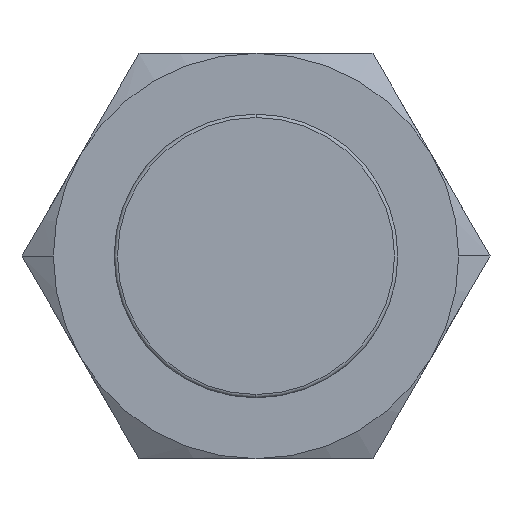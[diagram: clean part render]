
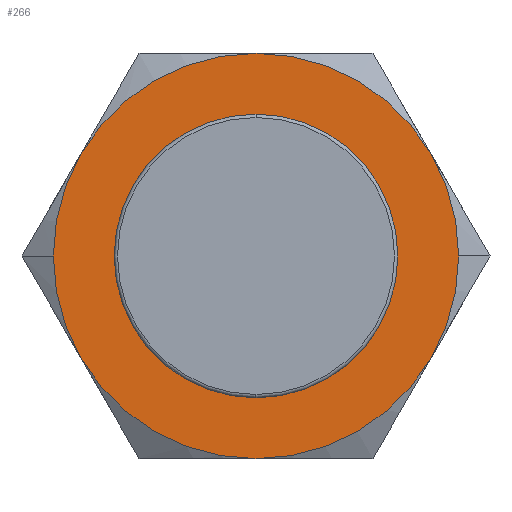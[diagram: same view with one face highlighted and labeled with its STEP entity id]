
A CAD part, front view. The second image highlights one B-rep face of the part: STEP entity #266.
In plain terms, the highlighted planar face has unit normal (0, -1, 0).
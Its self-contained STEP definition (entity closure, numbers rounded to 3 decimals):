
#266=ADVANCED_FACE('',(#540,#541),#542,.T.);
#540=FACE_OUTER_BOUND('',#816,.T.);
#541=FACE_BOUND('',#817,.T.);
#542=PLANE('',#818);
#816=EDGE_LOOP('',(#1459,#1460,#1461,#1462,#1463,#1464,#1465,#1466));
#817=EDGE_LOOP('',(#1467,#1468));
#818=AXIS2_PLACEMENT_3D('',#1469,#1470,#1471);
#1459=ORIENTED_EDGE('',*,*,#1751,.F.);
#1460=ORIENTED_EDGE('',*,*,#1732,.F.);
#1461=ORIENTED_EDGE('',*,*,#1736,.F.);
#1462=ORIENTED_EDGE('',*,*,#1739,.F.);
#1463=ORIENTED_EDGE('',*,*,#1729,.F.);
#1464=ORIENTED_EDGE('',*,*,#1744,.F.);
#1465=ORIENTED_EDGE('',*,*,#1748,.F.);
#1466=ORIENTED_EDGE('',*,*,#1724,.F.);
#1467=ORIENTED_EDGE('',*,*,#1781,.T.);
#1468=ORIENTED_EDGE('',*,*,#1703,.T.);
#1469=CARTESIAN_POINT('',(10.0,42.2,0.0));
#1470=DIRECTION('',(-0.0,-1.0,-0.0));
#1471=DIRECTION('',(-1.0,0.0,0.0));
#1703=EDGE_CURVE('',#2040,#2037,#2041,.T.);
#1724=EDGE_CURVE('',#2072,#2075,#2076,.T.);
#1729=EDGE_CURVE('',#2082,#2080,#2084,.T.);
#1732=EDGE_CURVE('',#2087,#2089,#2090,.T.);
#1736=EDGE_CURVE('',#2094,#2087,#2096,.T.);
#1739=EDGE_CURVE('',#2080,#2094,#2099,.T.);
#1744=EDGE_CURVE('',#2104,#2082,#2106,.T.);
#1748=EDGE_CURVE('',#2075,#2104,#2111,.T.);
#1751=EDGE_CURVE('',#2089,#2072,#2114,.T.);
#1781=EDGE_CURVE('',#2037,#2040,#2152,.T.);
#2037=VERTEX_POINT('',#2594);
#2040=VERTEX_POINT('',#2598);
#2041=CIRCLE('',#2599,8.0);
#2072=VERTEX_POINT('',#2659);
#2075=VERTEX_POINT('',#2663);
#2076=CIRCLE('',#2664,12.0);
#2080=VERTEX_POINT('',#2679);
#2082=VERTEX_POINT('',#2682);
#2084=CIRCLE('',#2695,12.0);
#2087=VERTEX_POINT('',#2698);
#2089=VERTEX_POINT('',#2711);
#2090=CIRCLE('',#2712,12.0);
#2094=VERTEX_POINT('',#2727);
#2096=CIRCLE('',#2740,12.0);
#2099=CIRCLE('',#2754,12.0);
#2104=VERTEX_POINT('',#2781);
#2106=CIRCLE('',#2794,12.0);
#2111=CIRCLE('',#2821,12.0);
#2114=CIRCLE('',#2835,12.0);
#2152=CIRCLE('',#2983,8.0);
#2594=CARTESIAN_POINT('',(8.0,42.2,0.0));
#2598=CARTESIAN_POINT('',(-8.0,42.2,0.));
#2599=AXIS2_PLACEMENT_3D('',#3205,#3206,#3207);
#2659=CARTESIAN_POINT('',(12.0,42.2,0.));
#2663=CARTESIAN_POINT('',(10.392,42.2,-6.0));
#2664=AXIS2_PLACEMENT_3D('',#3231,#3232,#3233);
#2679=CARTESIAN_POINT('',(-12.0,42.2,0.));
#2682=CARTESIAN_POINT('',(-10.392,42.2,-6.0));
#2695=AXIS2_PLACEMENT_3D('',#3235,#3236,#3237);
#2698=CARTESIAN_POINT('',(0.,42.2,12.0));
#2711=CARTESIAN_POINT('',(10.392,42.2,6.0));
#2712=AXIS2_PLACEMENT_3D('',#3238,#3239,#3240);
#2727=CARTESIAN_POINT('',(-10.392,42.2,6.0));
#2740=AXIS2_PLACEMENT_3D('',#3241,#3242,#3243);
#2754=AXIS2_PLACEMENT_3D('',#3244,#3245,#3246);
#2781=CARTESIAN_POINT('',(0.0,42.2,-12.0));
#2794=AXIS2_PLACEMENT_3D('',#3247,#3248,#3249);
#2821=AXIS2_PLACEMENT_3D('',#3250,#3251,#3252);
#2835=AXIS2_PLACEMENT_3D('',#3253,#3254,#3255);
#2983=AXIS2_PLACEMENT_3D('',#3283,#3284,#3285);
#3205=CARTESIAN_POINT('',(0.0,42.2,0.0));
#3206=DIRECTION('',(-0.0,1.0,0.0));
#3207=DIRECTION('',(1.0,0.0,0.0));
#3231=CARTESIAN_POINT('',(0.0,42.2,0.0));
#3232=DIRECTION('',(-0.0,1.0,0.0));
#3233=DIRECTION('',(1.0,0.0,0.0));
#3235=CARTESIAN_POINT('',(0.0,42.2,0.0));
#3236=DIRECTION('',(-0.0,1.0,0.0));
#3237=DIRECTION('',(1.0,0.0,0.0));
#3238=CARTESIAN_POINT('',(0.0,42.2,0.0));
#3239=DIRECTION('',(-0.0,1.0,0.0));
#3240=DIRECTION('',(1.0,0.0,0.0));
#3241=CARTESIAN_POINT('',(0.0,42.2,0.0));
#3242=DIRECTION('',(-0.0,1.0,0.0));
#3243=DIRECTION('',(1.0,0.0,0.0));
#3244=CARTESIAN_POINT('',(0.0,42.2,0.0));
#3245=DIRECTION('',(-0.0,1.0,0.0));
#3246=DIRECTION('',(1.0,0.0,0.0));
#3247=CARTESIAN_POINT('',(0.0,42.2,0.0));
#3248=DIRECTION('',(-0.0,1.0,0.0));
#3249=DIRECTION('',(1.0,0.0,0.0));
#3250=CARTESIAN_POINT('',(0.0,42.2,0.0));
#3251=DIRECTION('',(-0.0,1.0,0.0));
#3252=DIRECTION('',(1.0,0.0,0.0));
#3253=CARTESIAN_POINT('',(0.0,42.2,0.0));
#3254=DIRECTION('',(-0.0,1.0,0.0));
#3255=DIRECTION('',(1.0,0.0,0.0));
#3283=CARTESIAN_POINT('',(0.0,42.2,0.0));
#3284=DIRECTION('',(-0.0,1.0,0.0));
#3285=DIRECTION('',(1.0,0.0,0.0));
